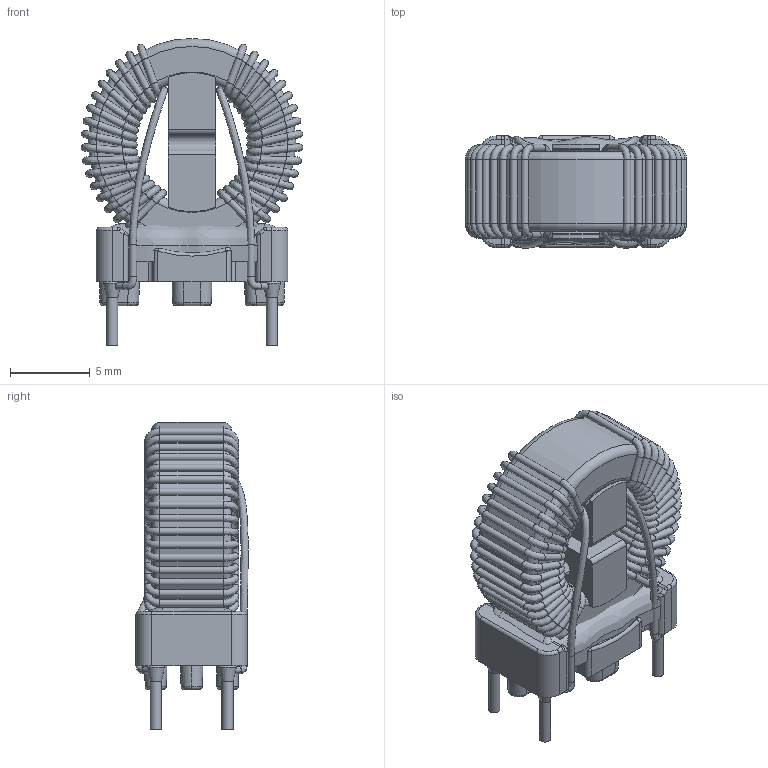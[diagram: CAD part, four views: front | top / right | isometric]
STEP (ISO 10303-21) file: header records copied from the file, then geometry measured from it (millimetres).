
FILE_DESCRIPTION(/* description */ ('Unknown'),/* implementation_level */ '2;1');
FILE_NAME(/* name */ '744821201_XS',/* time_stamp */ '2023-06-13T13:17:13+02:00',/* author */ ('Unknown'),/* organization */ ('Unknown'),/* preprocessor_version */ 'ST-DEVELOPER v16.7',/* originating_system */ 'Solid Edge',/* authorisation */ 'Unknown');
FILE_SCHEMA (('AUTOMOTIVE_DESIGN {1 0 10303 214 3 1 1}'));
Length unit declared in the file: millimetre
Products named in the file (6): 744821201_XS; Core; Spacer; Solderpoint; Glue; Base
Assembly tree (5 placements, depth 2):
  744821201_XS
    Core
    Spacer
    Solderpoint
    Glue
    Base
Bounding box: 13.89 x 7.04 x 19.24 mm (x, y, z)
Volume: 910.1 mm3; surface area: 2080.3 mm2
Topology: 14 solids, 18 shells, 633 faces, 1405 edges, 807 vertices
Faces by surface type: cylinder 267, bspline 130, plane 117, torus 107, cone 12
Full cylindrical faces by diameter (mm): 0.45 x150, 0.7 x12, 7.8 x1, 13 x1
Entity records: 36458 total; most frequent: CARTESIAN_POINT 20370, DIRECTION 2475, ORIENTED_EDGE 2072, AXIS2_PLACEMENT_3D 1096, EDGE_CURVE 1036, EDGE_LOOP 972, FACE_BOUND 972, VERTEX_POINT 772
